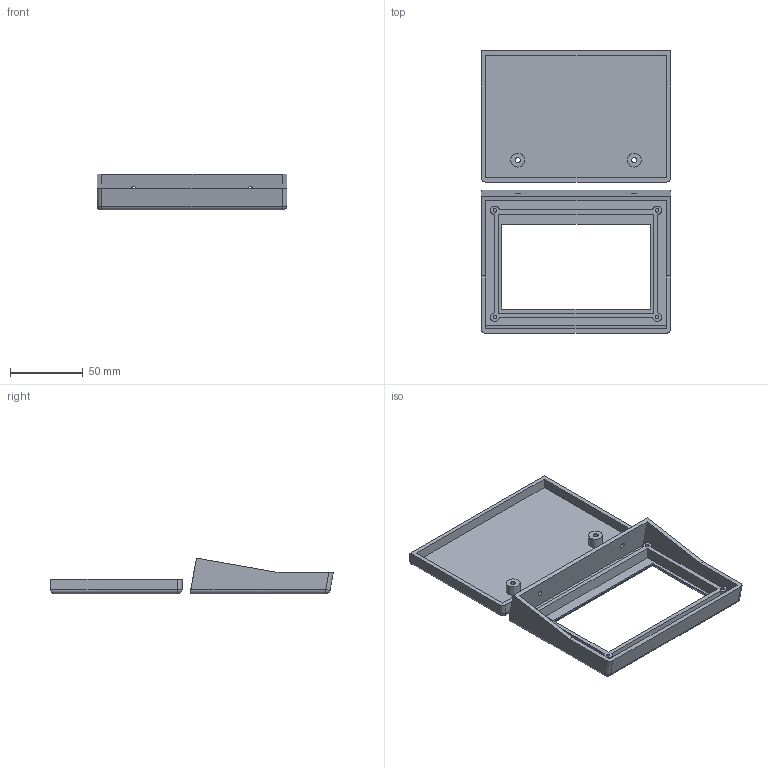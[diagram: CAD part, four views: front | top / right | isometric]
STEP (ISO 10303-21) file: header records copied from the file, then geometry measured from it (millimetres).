
FILE_DESCRIPTION(/* description */ ('STEP AP242','CAx-IF Rec.Pracs.---Representation and Presentation of Product Manufacturing Information (PMI)---4.0---2014-10-13','CAx-IF Rec.Pracs.---3D Tessellated Geometry---0.4---2014-09-14','2;1'),/* implementation_level */ '2;1');
FILE_NAME(/* name */ '67da231fa3b9601d0853aa6c',/* time_stamp */ '2025-03-19T01:51:28Z',/* author */ (''),/* organization */ (''),/* preprocessor_version */ 'ST-DEVELOPER v20',/* originating_system */ 'ONSHAPE BY PTC INC, 1.195',/* authorisation */ ' ');
FILE_SCHEMA (('AP242_MANAGED_MODEL_BASED_3D_ENGINEERING_MIM_LF { 1 0 10303 442 1 1 4 }'));
Length unit declared in the file: metre
Products named in the file (3): Assembly 1; Panel; Base
Assembly tree (2 placements, depth 2):
  Assembly 1
    Panel
    Base
Bounding box: 130 x 193.71 x 24.62 mm (x, y, z)
Volume: 92736.7 mm3; surface area: 65705.5 mm2
Topology: 2 solids, 2 shells, 76 faces, 175 edges, 108 vertices
Faces by surface type: plane 47, cylinder 25, sphere 4
Full cylindrical faces by diameter (mm): 2.5 x4, 3.5 x4, 9.5 x2
Entity records: 2137 total; most frequent: DIRECTION 367, CARTESIAN_POINT 348, ORIENTED_EDGE 322, EDGE_CURVE 161, AXIS2_PLACEMENT_3D 127, LINE 113, VECTOR 113, VERTEX_POINT 108
